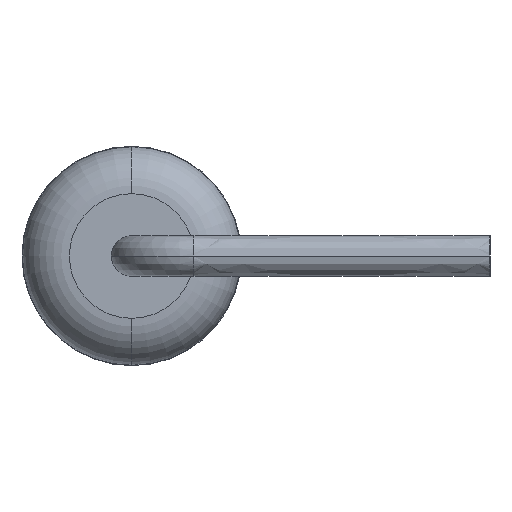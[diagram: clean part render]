
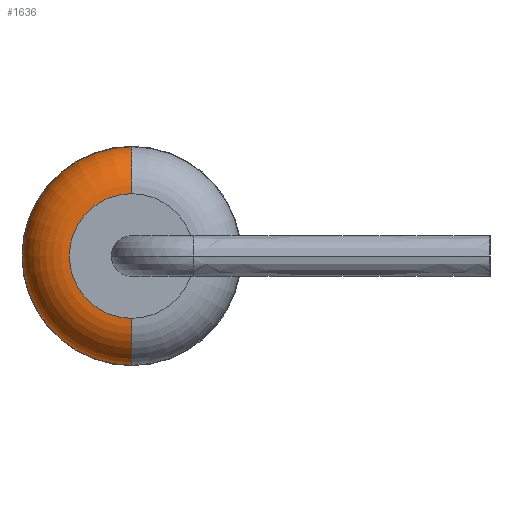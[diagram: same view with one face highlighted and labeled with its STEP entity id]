
A CAD part, left-side view. The second image highlights one B-rep face of the part: STEP entity #1636.
In plain terms, the highlighted toroidal (fillet/blend) face has major radius 1 mm and minor radius 0.75 mm.
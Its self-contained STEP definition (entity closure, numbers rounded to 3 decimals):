
#81=CARTESIAN_POINT('',(-4.5,1.75,0.));
#82=DIRECTION('',(-1.,0.,0.));
#83=DIRECTION('',(0.,0.,1.));
#84=AXIS2_PLACEMENT_3D('',#81,#82,#83);
#212=CARTESIAN_POINT('',(-3.75,1.75,-1.));
#213=DIRECTION('',(0.,-1.,0.));
#214=DIRECTION('',(-1.,0.,0.));
#215=AXIS2_PLACEMENT_3D('',#212,#213,#214);
#220=CARTESIAN_POINT('',(-3.75,1.75,1.));
#221=DIRECTION('',(0.,1.,0.));
#222=DIRECTION('',(-1.,0.,0.));
#223=AXIS2_PLACEMENT_3D('',#220,#221,#222);
#321=CARTESIAN_POINT('',(-3.75,1.75,0.));
#322=DIRECTION('',(-1.,0.,0.));
#323=DIRECTION('',(0.,0.,1.));
#324=AXIS2_PLACEMENT_3D('',#321,#322,#323);
#1015=CARTESIAN_POINT('',(-4.5,1.75,-1.));
#1016=CARTESIAN_POINT('',(-4.5,1.75,1.));
#1017=VERTEX_POINT('',#1015);
#1018=VERTEX_POINT('',#1016);
#1019=CARTESIAN_POINT('',(-3.75,1.75,-1.75));
#1020=CARTESIAN_POINT('',(-3.75,1.75,1.75));
#1021=VERTEX_POINT('',#1019);
#1022=VERTEX_POINT('',#1020);
#1624=CARTESIAN_POINT('',(-3.75,1.75,0.));
#1625=DIRECTION('',(1.,0.,0.));
#1626=DIRECTION('',(0.,-0.02,1.));
#1627=AXIS2_PLACEMENT_3D('',#1624,#1625,#1626);
#1628=TOROIDAL_SURFACE('',#1627,1.,0.75);
#1629=ORIENTED_EDGE('',*,*,#1102,.T.);
#1630=ORIENTED_EDGE('',*,*,#1619,.T.);
#1632=ORIENTED_EDGE('',*,*,#1631,.F.);
#1633=ORIENTED_EDGE('',*,*,#1615,.F.);
#1634=EDGE_LOOP('',(#1629,#1630,#1632,#1633));
#1635=FACE_OUTER_BOUND('',#1634,.F.);
#1636=ADVANCED_FACE('',(#1635),#1628,.T.);
#85=CIRCLE('',#84,1.);
#216=CIRCLE('',#215,0.75);
#224=CIRCLE('',#223,0.75);
#325=CIRCLE('',#324,1.75);
#1102=EDGE_CURVE('',#1018,#1017,#85,.T.);
#1615=EDGE_CURVE('',#1018,#1022,#224,.T.);
#1619=EDGE_CURVE('',#1017,#1021,#216,.T.);
#1631=EDGE_CURVE('',#1022,#1021,#325,.T.);
